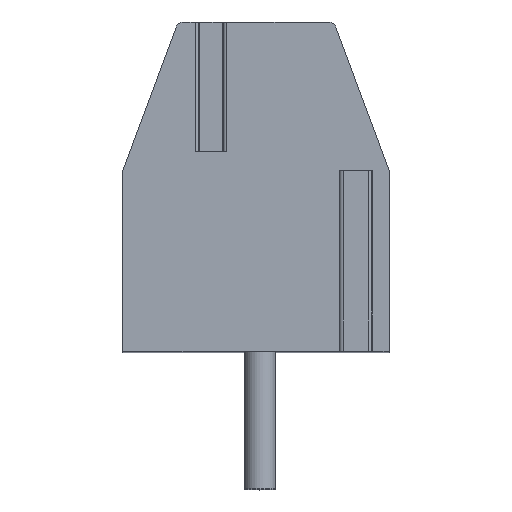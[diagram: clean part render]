
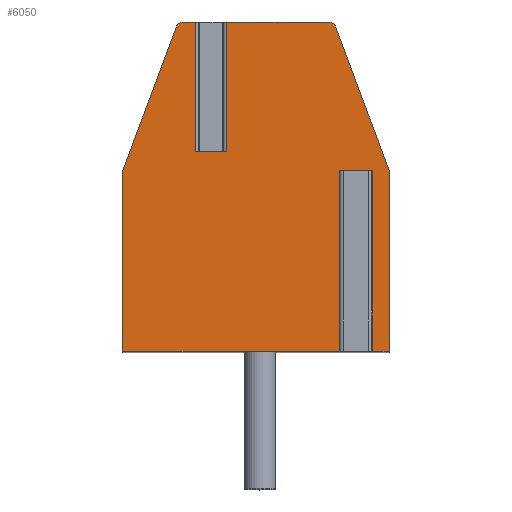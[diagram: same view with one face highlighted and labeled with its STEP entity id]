
A CAD part, top view. The second image highlights one B-rep face of the part: STEP entity #6050.
In plain terms, the highlighted planar face has unit normal (0, 0, 1).
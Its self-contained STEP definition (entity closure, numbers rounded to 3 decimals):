
#1=DIRECTION('',(1.,0.,0.));
#2=VECTOR('',#1,0.796);
#3=CARTESIAN_POINT('',(-1.548,0.9,26.25));
#4=LINE('',#3,#2);
#5=DIRECTION('',(0.,1.,0.));
#6=VECTOR('',#5,3.3);
#7=CARTESIAN_POINT('',(-0.752,0.9,26.25));
#8=LINE('',#7,#6);
#9=DIRECTION('',(-1.,0.,0.));
#10=VECTOR('',#9,2.603);
#11=CARTESIAN_POINT('',(1.851,4.2,26.25));
#12=LINE('',#11,#10);
#13=CARTESIAN_POINT('',(1.851,4.,26.25));
#14=DIRECTION('',(0.,0.,1.));
#15=DIRECTION('',(0.938,0.348,0.));
#16=AXIS2_PLACEMENT_3D('',#13,#14,#15);
#18=DIRECTION('',(-0.348,0.938,0.));
#19=VECTOR('',#18,3.914);
#20=CARTESIAN_POINT('',(3.4,0.4,26.25));
#21=LINE('',#20,#19);
#22=DIRECTION('',(0.,1.,0.));
#23=VECTOR('',#22,4.6);
#24=CARTESIAN_POINT('',(3.4,-4.2,26.25));
#25=LINE('',#24,#23);
#26=DIRECTION('',(1.,0.,0.));
#27=VECTOR('',#26,0.634);
#28=CARTESIAN_POINT('',(2.766,-4.2,26.25));
#29=LINE('',#28,#27);
#30=DIRECTION('',(0.,1.,0.));
#31=VECTOR('',#30,4.6);
#32=CARTESIAN_POINT('',(2.766,-4.2,26.25));
#33=LINE('',#32,#31);
#34=DIRECTION('',(-1.,0.,0.));
#35=VECTOR('',#34,0.43);
#36=CARTESIAN_POINT('',(2.766,0.4,26.25));
#37=LINE('',#36,#35);
#38=DIRECTION('',(0.,1.,0.));
#39=VECTOR('',#38,4.6);
#40=CARTESIAN_POINT('',(2.336,-4.2,26.25));
#41=LINE('',#40,#39);
#42=DIRECTION('',(1.,0.,0.));
#43=VECTOR('',#42,5.736);
#44=CARTESIAN_POINT('',(-3.4,-4.2,26.25));
#45=LINE('',#44,#43);
#46=DIRECTION('',(0.,-1.,0.));
#47=VECTOR('',#46,4.6);
#48=CARTESIAN_POINT('',(-3.4,0.4,26.25));
#49=LINE('',#48,#47);
#50=DIRECTION('',(-0.348,-0.938,0.));
#51=VECTOR('',#50,3.914);
#52=CARTESIAN_POINT('',(-2.038,4.07,26.25));
#53=LINE('',#52,#51);
#54=CARTESIAN_POINT('',(-1.851,4.,26.25));
#55=DIRECTION('',(0.,0.,1.));
#56=DIRECTION('',(0.,1.,0.));
#57=AXIS2_PLACEMENT_3D('',#54,#55,#56);
#59=DIRECTION('',(-1.,0.,0.));
#60=VECTOR('',#59,0.303);
#61=CARTESIAN_POINT('',(-1.548,4.2,26.25));
#62=LINE('',#61,#60);
#63=DIRECTION('',(0.,1.,0.));
#64=VECTOR('',#63,3.3);
#65=CARTESIAN_POINT('',(-1.548,0.9,26.25));
#66=LINE('',#65,#64);
#4725=CARTESIAN_POINT('',(-1.851,4.2,26.25));
#4726=CARTESIAN_POINT('',(-2.038,4.07,26.25));
#4727=VERTEX_POINT('',#4725);
#4728=VERTEX_POINT('',#4726);
#4729=CARTESIAN_POINT('',(-3.4,0.4,26.25));
#4730=VERTEX_POINT('',#4729);
#4731=CARTESIAN_POINT('',(-3.4,-4.2,26.25));
#4732=VERTEX_POINT('',#4731);
#4733=CARTESIAN_POINT('',(3.4,-4.2,26.25));
#4734=CARTESIAN_POINT('',(3.4,0.4,26.25));
#4735=VERTEX_POINT('',#4733);
#4736=VERTEX_POINT('',#4734);
#4737=CARTESIAN_POINT('',(2.038,4.07,26.25));
#4738=VERTEX_POINT('',#4737);
#4739=CARTESIAN_POINT('',(1.851,4.2,26.25));
#4740=VERTEX_POINT('',#4739);
#4781=CARTESIAN_POINT('',(2.766,0.4,26.25));
#4782=CARTESIAN_POINT('',(2.336,0.4,26.25));
#4783=VERTEX_POINT('',#4781);
#4784=VERTEX_POINT('',#4782);
#4785=CARTESIAN_POINT('',(2.336,-4.2,26.25));
#4786=VERTEX_POINT('',#4785);
#4787=CARTESIAN_POINT('',(2.766,-4.2,26.25));
#4788=VERTEX_POINT('',#4787);
#4849=CARTESIAN_POINT('',(-1.548,0.9,26.25));
#4850=CARTESIAN_POINT('',(-0.752,0.9,26.25));
#4851=VERTEX_POINT('',#4849);
#4852=VERTEX_POINT('',#4850);
#4853=CARTESIAN_POINT('',(-1.548,4.2,26.25));
#4854=VERTEX_POINT('',#4853);
#4855=CARTESIAN_POINT('',(-0.752,4.2,26.25));
#4856=VERTEX_POINT('',#4855);
#6011=CARTESIAN_POINT('',(0.,0.,26.25));
#6012=DIRECTION('',(0.,0.,1.));
#6013=DIRECTION('',(1.,0.,0.));
#6014=AXIS2_PLACEMENT_3D('',#6011,#6012,#6013);
#6015=PLANE('',#6014);
#6017=ORIENTED_EDGE('',*,*,#6016,.T.);
#6019=ORIENTED_EDGE('',*,*,#6018,.T.);
#6021=ORIENTED_EDGE('',*,*,#6020,.F.);
#6023=ORIENTED_EDGE('',*,*,#6022,.F.);
#6025=ORIENTED_EDGE('',*,*,#6024,.F.);
#6027=ORIENTED_EDGE('',*,*,#6026,.F.);
#6029=ORIENTED_EDGE('',*,*,#6028,.F.);
#6031=ORIENTED_EDGE('',*,*,#6030,.T.);
#6033=ORIENTED_EDGE('',*,*,#6032,.T.);
#6035=ORIENTED_EDGE('',*,*,#6034,.F.);
#6037=ORIENTED_EDGE('',*,*,#6036,.F.);
#6039=ORIENTED_EDGE('',*,*,#6038,.F.);
#6041=ORIENTED_EDGE('',*,*,#6040,.F.);
#6043=ORIENTED_EDGE('',*,*,#6042,.F.);
#6045=ORIENTED_EDGE('',*,*,#6044,.F.);
#6047=ORIENTED_EDGE('',*,*,#6046,.F.);
#6048=EDGE_LOOP('',(#6017,#6019,#6021,#6023,#6025,#6027,#6029,#6031,#6033,#6035,
#6037,#6039,#6041,#6043,#6045,#6047));
#6049=FACE_OUTER_BOUND('',#6048,.F.);
#6050=ADVANCED_FACE('',(#6049),#6015,.T.);
#17=CIRCLE('',#16,0.2);
#58=CIRCLE('',#57,0.2);
#6016=EDGE_CURVE('',#4851,#4852,#4,.T.);
#6018=EDGE_CURVE('',#4852,#4856,#8,.T.);
#6020=EDGE_CURVE('',#4740,#4856,#12,.T.);
#6022=EDGE_CURVE('',#4738,#4740,#17,.T.);
#6024=EDGE_CURVE('',#4736,#4738,#21,.T.);
#6026=EDGE_CURVE('',#4735,#4736,#25,.T.);
#6028=EDGE_CURVE('',#4788,#4735,#29,.T.);
#6030=EDGE_CURVE('',#4788,#4783,#33,.T.);
#6032=EDGE_CURVE('',#4783,#4784,#37,.T.);
#6034=EDGE_CURVE('',#4786,#4784,#41,.T.);
#6036=EDGE_CURVE('',#4732,#4786,#45,.T.);
#6038=EDGE_CURVE('',#4730,#4732,#49,.T.);
#6040=EDGE_CURVE('',#4728,#4730,#53,.T.);
#6042=EDGE_CURVE('',#4727,#4728,#58,.T.);
#6044=EDGE_CURVE('',#4854,#4727,#62,.T.);
#6046=EDGE_CURVE('',#4851,#4854,#66,.T.);
